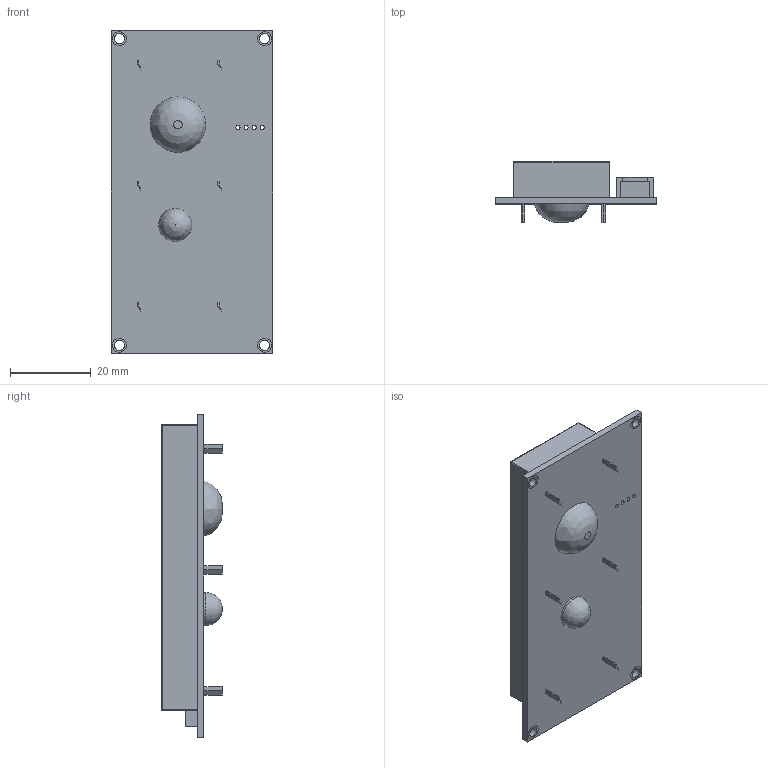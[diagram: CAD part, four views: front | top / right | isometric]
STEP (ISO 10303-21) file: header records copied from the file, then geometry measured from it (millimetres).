
FILE_DESCRIPTION(/* description */ (''),/* implementation_level */ '2;1');
FILE_NAME(/* name */ 'Grove LCD 16X2.stp',/* time_stamp */ '2020-02-07T16:08:37-03:00',/* author */ ('ncampos'),/* organization */ (''),/* preprocessor_version */ 'ST-DEVELOPER v18',/* originating_system */ 'Autodesk Inventor 2020',/* authorisation */ '');
FILE_SCHEMA (('AUTOMOTIVE_DESIGN { 1 0 10303 214 3 1 1 }'));
Length unit declared in the file: millimetre
Products named in the file (1): Grove LCD 16X2
Bounding box: 40 x 15.1 x 80 mm (x, y, z)
Volume: 8251.4 mm3; surface area: 14052.6 mm2
Topology: 1 solids, 2 shells, 149 faces, 389 edges, 264 vertices
Faces by surface type: plane 110, cylinder 33, sphere 4, bspline 2
Full cylindrical faces by diameter (mm): 1 x4, 2.5 x4, 3.5 x8, 8.219 x1
Entity records: 4838 total; most frequent: CARTESIAN_POINT 855, DIRECTION 785, ORIENTED_EDGE 778, EDGE_CURVE 389, LINE 289, VECTOR 289, VERTEX_POINT 264, AXIS2_PLACEMENT_3D 248
